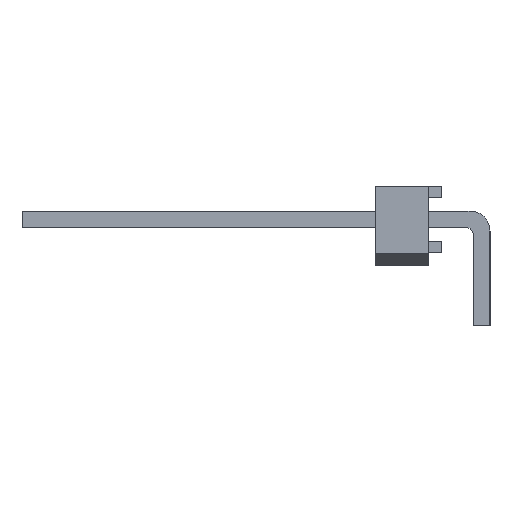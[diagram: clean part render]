
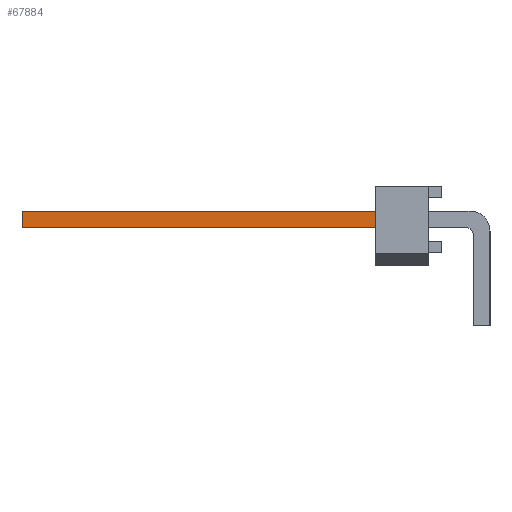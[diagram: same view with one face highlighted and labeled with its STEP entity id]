
A CAD part, left-side view. The second image highlights one B-rep face of the part: STEP entity #67884.
In plain terms, the highlighted face is planar.
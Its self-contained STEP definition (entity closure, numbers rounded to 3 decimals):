
#65069 = VERTEX_POINT('',#65070);
#65070 = CARTESIAN_POINT('',(56.198,17.526,-0.318));
#65076 = EDGE_CURVE('',#65077,#65069,#65079,.T.);
#65077 = VERTEX_POINT('',#65078);
#65078 = CARTESIAN_POINT('',(56.198,2.921,-0.318));
#65079 = LINE('',#65080,#65081);
#65080 = CARTESIAN_POINT('',(56.198,0.445,-0.318));
#65081 = VECTOR('',#65082,1.);
#65082 = DIRECTION('',(0.,1.,0.));
#66869 = VERTEX_POINT('',#66870);
#66870 = CARTESIAN_POINT('',(56.198,2.921,0.318));
#66876 = EDGE_CURVE('',#66877,#66869,#66879,.T.);
#66877 = VERTEX_POINT('',#66878);
#66878 = CARTESIAN_POINT('',(56.198,17.526,0.318));
#66879 = LINE('',#66880,#66881);
#66880 = CARTESIAN_POINT('',(56.198,17.526,0.318));
#66881 = VECTOR('',#66882,1.);
#66882 = DIRECTION('',(0.,-1.,0.));
#67873 = EDGE_CURVE('',#65069,#66877,#67874,.T.);
#67874 = LINE('',#67875,#67876);
#67875 = CARTESIAN_POINT('',(56.198,17.526,-0.318));
#67876 = VECTOR('',#67877,1.);
#67877 = DIRECTION('',(0.,0.,1.));
#67884 = ADVANCED_FACE('',(#67885),#67896,.T.);
#67885 = FACE_BOUND('',#67886,.T.);
#67886 = EDGE_LOOP('',(#67887,#67888,#67894,#67895));
#67887 = ORIENTED_EDGE('',*,*,#66876,.T.);
#67888 = ORIENTED_EDGE('',*,*,#67889,.T.);
#67889 = EDGE_CURVE('',#66869,#65077,#67890,.T.);
#67890 = LINE('',#67891,#67892);
#67891 = CARTESIAN_POINT('',(56.198,2.921,0.445));
#67892 = VECTOR('',#67893,1.);
#67893 = DIRECTION('',(0.,0.,-1.));
#67894 = ORIENTED_EDGE('',*,*,#65076,.T.);
#67895 = ORIENTED_EDGE('',*,*,#67873,.T.);
#67896 = PLANE('',#67897);
#67897 = AXIS2_PLACEMENT_3D('',#67898,#67899,#67900);
#67898 = CARTESIAN_POINT('',(56.198,0.445,0.445));
#67899 = DIRECTION('',(1.,0.,0.));
#67900 = DIRECTION('',(0.,0.,-1.));
